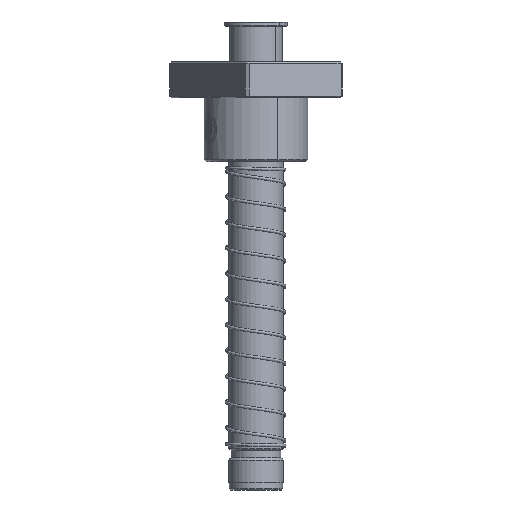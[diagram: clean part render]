
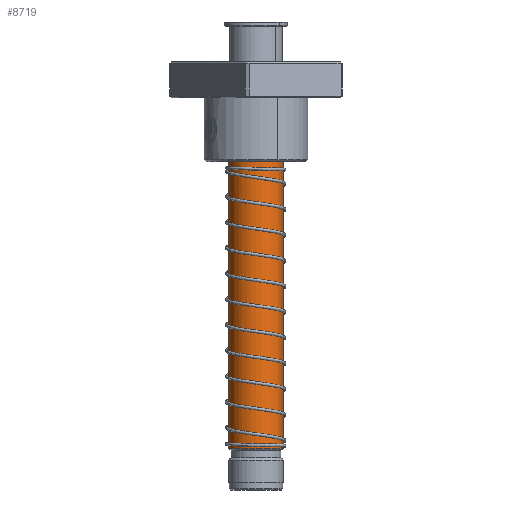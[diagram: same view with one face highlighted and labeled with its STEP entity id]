
A CAD part, front view. The second image highlights one B-rep face of the part: STEP entity #8719.
In plain terms, the highlighted cylindrical face has radius 19 mm (diameter 38 mm), a partial arc.
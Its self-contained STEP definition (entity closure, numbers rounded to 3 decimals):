
#1621 = EDGE_CURVE ( 'NONE', #18798, #29017, #23524, .T. ) ;
#1812 = FACE_OUTER_BOUND ( 'NONE', #19357, .T. ) ;
#2056 = EDGE_CURVE ( 'NONE', #25702, #4037, #31183, .T. ) ;
#2600 = EDGE_CURVE ( 'NONE', #29017, #4037, #13530, .T. ) ;
#2881 = DIRECTION ( 'NONE',  ( 0., 0., -1. ) ) ;
#3254 = EDGE_CURVE ( 'NONE', #18798, #25702, #13011, .T. ) ;
#3290 = DIRECTION ( 'NONE',  ( 0., 0., -1. ) ) ;
#3623 = CARTESIAN_POINT ( 'NONE',  ( 19., 0., 297. ) ) ;
#4017 = CARTESIAN_POINT ( 'NONE',  ( -19., 0., 29. ) ) ;
#4037 = VERTEX_POINT ( 'NONE', #4017 ) ;
#6035 = CARTESIAN_POINT ( 'NONE',  ( -19., 0., 300. ) ) ;
#6505 = DIRECTION ( 'NONE',  ( 0., 0., -1. ) ) ;
#6845 = CARTESIAN_POINT ( 'NONE',  ( 19., 0., 300. ) ) ;
#8719 = ADVANCED_FACE ( 'NONE', ( #1812 ), #24947, .T. ) ;
#8973 = VECTOR ( 'NONE', #2881, 1000. ) ;
#9138 = DIRECTION ( 'NONE',  ( 1., 0., 0. ) ) ;
#9431 = DIRECTION ( 'NONE',  ( 0., 0., -1. ) ) ;
#12270 = CARTESIAN_POINT ( 'NONE',  ( -19., 0., 297. ) ) ;
#13011 = CIRCLE ( 'NONE', #27422, 19. ) ;
#13302 = AXIS2_PLACEMENT_3D ( 'NONE', #18038, #6505, #24252 ) ;
#13530 = CIRCLE ( 'NONE', #16307, 19. ) ;
#16307 = AXIS2_PLACEMENT_3D ( 'NONE', #32829, #9431, #35736 ) ;
#16565 = ORIENTED_EDGE ( 'NONE', *, *, #3254, .T. ) ;
#18038 = CARTESIAN_POINT ( 'NONE',  ( 0., 0., 300. ) ) ;
#18798 = VERTEX_POINT ( 'NONE', #3623 ) ;
#19357 = EDGE_LOOP ( 'NONE', ( #25214, #16565, #30086, #31248 ) ) ;
#20670 = CARTESIAN_POINT ( 'NONE',  ( 0., 0., 297. ) ) ;
#21096 = CARTESIAN_POINT ( 'NONE',  ( 19., 0., 29. ) ) ;
#23524 = LINE ( 'NONE', #6845, #30737 ) ;
#24252 = DIRECTION ( 'NONE',  ( -1., 0., 0. ) ) ;
#24947 = CYLINDRICAL_SURFACE ( 'NONE', #13302, 19. ) ;
#25214 = ORIENTED_EDGE ( 'NONE', *, *, #1621, .F. ) ;
#25702 = VERTEX_POINT ( 'NONE', #12270 ) ;
#27422 = AXIS2_PLACEMENT_3D ( 'NONE', #20670, #3290, #9138 ) ;
#29017 = VERTEX_POINT ( 'NONE', #21096 ) ;
#30086 = ORIENTED_EDGE ( 'NONE', *, *, #2056, .T. ) ;
#30737 = VECTOR ( 'NONE', #36063, 1000. ) ;
#31183 = LINE ( 'NONE', #6035, #8973 ) ;
#31248 = ORIENTED_EDGE ( 'NONE', *, *, #2600, .F. ) ;
#32829 = CARTESIAN_POINT ( 'NONE',  ( 0., 0., 29. ) ) ;
#35736 = DIRECTION ( 'NONE',  ( -1., 0., 0. ) ) ;
#36063 = DIRECTION ( 'NONE',  ( 0., 0., -1. ) ) ;
